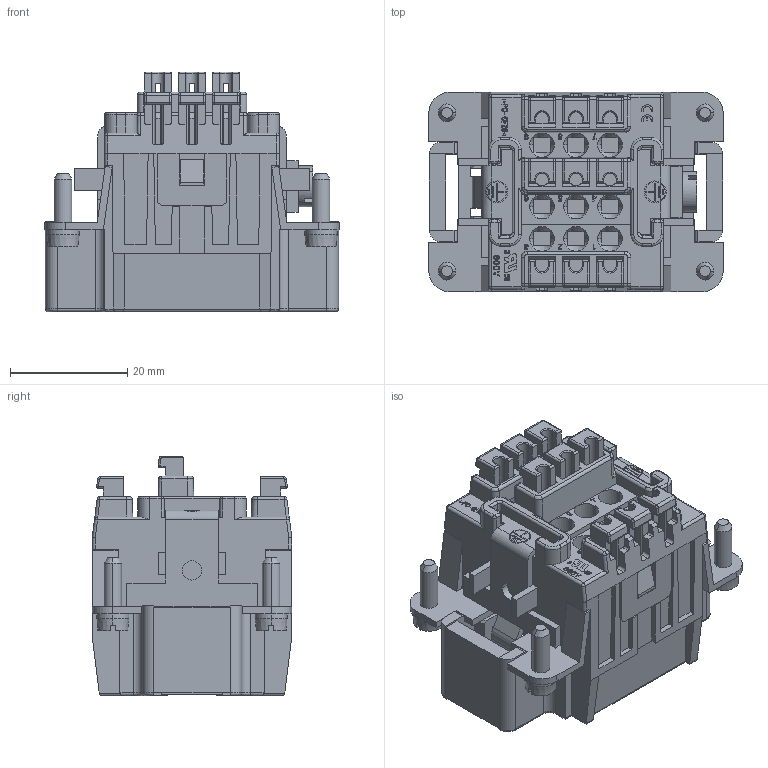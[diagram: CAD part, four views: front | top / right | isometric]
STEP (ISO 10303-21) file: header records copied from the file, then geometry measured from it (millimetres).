
FILE_DESCRIPTION(('Creo Elements/Direct Modeling STEP Export'),'2;1');
FILE_NAME('0ln7uvk5aj4mjar1164','2021-05-06T 9:26:26',(''),(''),'Creo Elements/Direct Modeling STEP processor for AP214 (Solid Model)','Creo Elements/Direct Modeling 20.1B 02-Apr-2019 (C) Parametric Technology GmbH','');
FILE_SCHEMA(('AUTOMOTIVE_DESIGN { 1 0 10303 214 1 1 1 1 }'));
Products named in the file (2): RDSHM_09
Assembly tree (1 placements, depth 2):
  RDSHM_09
    RDSHM_09
Bounding box: 50.2 x 34 x 40.9 mm (x, y, z)
Volume: 27801.7 mm3; surface area: 15436.4 mm2
Topology: 1 solids, 1 shells, 1544 faces, 6217 edges, 4734 vertices
Faces by surface type: plane 855, cylinder 438, torus 96, bspline 59, cone 52, sphere 41, extrusion 3
Entity records: 83494 total; most frequent: CARTESIAN_POINT 26590, ORIENTED_EDGE 12352, DIRECTION 9065, EDGE_CURVE 6176, VERTEX_POINT 4734, VECTOR 4697, LINE 4694, AXIS2_PLACEMENT_3D 2184
